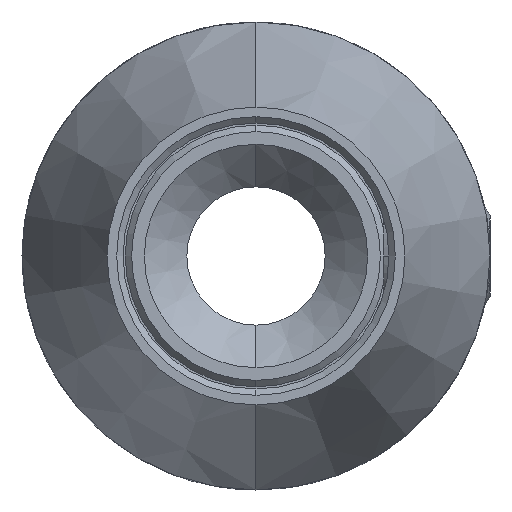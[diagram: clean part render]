
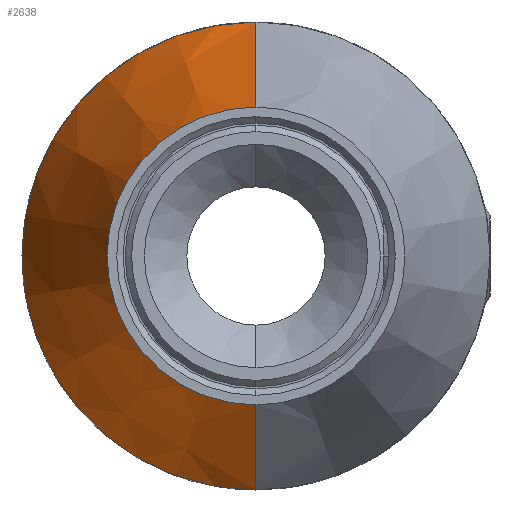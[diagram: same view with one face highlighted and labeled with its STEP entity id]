
A CAD part, left-side view. The second image highlights one B-rep face of the part: STEP entity #2638.
In plain terms, the highlighted conical face has half-angle 21.801 degrees and reference radius 11 mm.
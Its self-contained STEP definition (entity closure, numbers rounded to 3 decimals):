
#105 = CARTESIAN_POINT ( 'NONE',  ( -19., 0., 11. ) ) ;
#135 = ORIENTED_EDGE ( 'NONE', *, *, #2095, .T. ) ;
#274 = DIRECTION ( 'NONE',  ( 1., 0., 0. ) ) ;
#291 = CARTESIAN_POINT ( 'NONE',  ( -19., 0., 11. ) ) ;
#319 = DIRECTION ( 'NONE',  ( 0., 0., 1. ) ) ;
#475 = VERTEX_POINT ( 'NONE', #585 ) ;
#528 = CARTESIAN_POINT ( 'NONE',  ( -29., 0., 0. ) ) ;
#542 = CARTESIAN_POINT ( 'NONE',  ( -29., 0., 7. ) ) ;
#572 = CIRCLE ( 'NONE', #2135, 7. ) ;
#585 = CARTESIAN_POINT ( 'NONE',  ( -29., 0., -7. ) ) ;
#698 = FACE_OUTER_BOUND ( 'NONE', #2078, .T. ) ;
#704 = DIRECTION ( 'NONE',  ( 0.928, 0., 0.371 ) ) ;
#782 = EDGE_CURVE ( 'NONE', #1096, #475, #572, .T. ) ;
#786 = DIRECTION ( 'NONE',  ( 0.928, 0., -0.371 ) ) ;
#800 = VECTOR ( 'NONE', #704, 1000. ) ;
#1080 = CARTESIAN_POINT ( 'NONE',  ( -19., 0., 0. ) ) ;
#1096 = VERTEX_POINT ( 'NONE', #542 ) ;
#1136 = DIRECTION ( 'NONE',  ( -1., 0., 0. ) ) ;
#1208 = EDGE_CURVE ( 'NONE', #475, #2456, #1637, .T. ) ;
#1294 = ORIENTED_EDGE ( 'NONE', *, *, #2148, .T. ) ;
#1343 = DIRECTION ( 'NONE',  ( -1., 0., 0. ) ) ;
#1408 = CONICAL_SURFACE ( 'NONE', #2439, 11., 0.381 ) ;
#1492 = CARTESIAN_POINT ( 'NONE',  ( -19., 0., 0. ) ) ;
#1561 = VECTOR ( 'NONE', #786, 1000. ) ;
#1637 = LINE ( 'NONE', #2512, #1561 ) ;
#1835 = ORIENTED_EDGE ( 'NONE', *, *, #782, .F. ) ;
#1868 = ORIENTED_EDGE ( 'NONE', *, *, #1208, .F. ) ;
#1978 = DIRECTION ( 'NONE',  ( 0., 0., -1. ) ) ;
#2078 = EDGE_LOOP ( 'NONE', ( #1835, #135, #1294, #1868 ) ) ;
#2095 = EDGE_CURVE ( 'NONE', #1096, #2317, #2580, .T. ) ;
#2135 = AXIS2_PLACEMENT_3D ( 'NONE', #528, #1136, #319 ) ;
#2148 = EDGE_CURVE ( 'NONE', #2317, #2456, #2552, .T. ) ;
#2205 = DIRECTION ( 'NONE',  ( 0., 0., 1. ) ) ;
#2317 = VERTEX_POINT ( 'NONE', #105 ) ;
#2370 = AXIS2_PLACEMENT_3D ( 'NONE', #1080, #1343, #2205 ) ;
#2439 = AXIS2_PLACEMENT_3D ( 'NONE', #1492, #274, #1978 ) ;
#2456 = VERTEX_POINT ( 'NONE', #2535 ) ;
#2512 = CARTESIAN_POINT ( 'NONE',  ( -19., 0., -11. ) ) ;
#2535 = CARTESIAN_POINT ( 'NONE',  ( -19., 0., -11. ) ) ;
#2552 = CIRCLE ( 'NONE', #2370, 11. ) ;
#2580 = LINE ( 'NONE', #291, #800 ) ;
#2638 = ADVANCED_FACE ( 'NONE', ( #698 ), #1408, .T. ) ;
